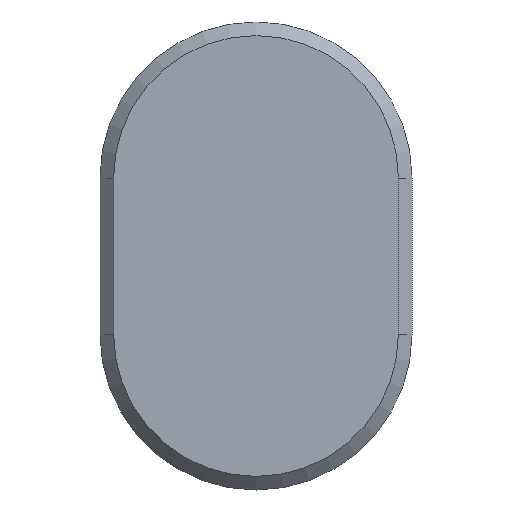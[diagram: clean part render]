
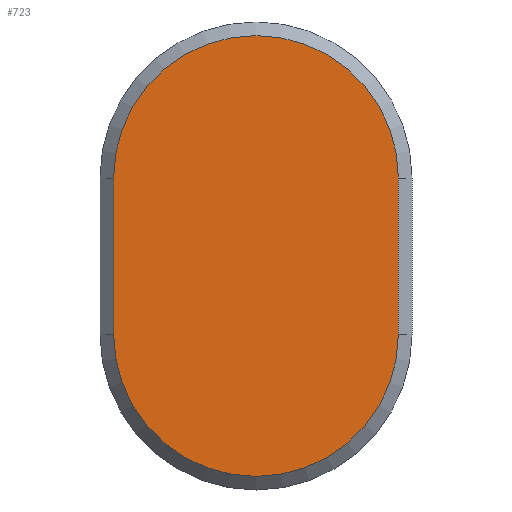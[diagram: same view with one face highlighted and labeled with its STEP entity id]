
A CAD part, front view. The second image highlights one B-rep face of the part: STEP entity #723.
In plain terms, the highlighted planar face has unit normal (0, -1, 0).
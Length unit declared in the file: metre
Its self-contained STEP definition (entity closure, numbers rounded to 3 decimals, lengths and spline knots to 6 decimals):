
#17=PLANE('',#784);
#47=CIRCLE('',#785,0.0105);
#48=CIRCLE('',#786,0.0105);
#93=ORIENTED_EDGE('',*,*,#297,.T.);
#94=ORIENTED_EDGE('',*,*,#298,.T.);
#95=ORIENTED_EDGE('',*,*,#299,.T.);
#96=ORIENTED_EDGE('',*,*,#300,.T.);
#297=EDGE_CURVE('',#399,#400,#47,.F.);
#298=EDGE_CURVE('',#400,#401,#467,.T.);
#299=EDGE_CURVE('',#401,#402,#48,.F.);
#300=EDGE_CURVE('',#402,#399,#468,.T.);
#399=VERTEX_POINT('',#1099);
#400=VERTEX_POINT('',#1100);
#401=VERTEX_POINT('',#1102);
#402=VERTEX_POINT('',#1104);
#467=LINE('',#1101,#545);
#468=LINE('',#1105,#546);
#545=VECTOR('',#881,1.);
#546=VECTOR('',#884,1.);
#619=EDGE_LOOP('',(#93,#94,#95,#96));
#665=FACE_BOUND('',#619,.T.);
#723=ADVANCED_FACE('',(#665),#17,.F.);
#784=AXIS2_PLACEMENT_3D('',#1097,#877,#878);
#785=AXIS2_PLACEMENT_3D('',#1098,#879,#880);
#786=AXIS2_PLACEMENT_3D('',#1103,#882,#883);
#877=DIRECTION('',(0.,1.,0.));
#878=DIRECTION('',(1.,0.,0.));
#879=DIRECTION('',(0.,1.,0.));
#880=DIRECTION('',(1.,0.,0.));
#881=DIRECTION('',(0.,0.,-1.));
#882=DIRECTION('',(0.,1.,0.));
#883=DIRECTION('',(1.,0.,0.));
#884=DIRECTION('',(0.,0.,1.));
#1097=CARTESIAN_POINT('',(0.,0.,-0.00575));
#1098=CARTESIAN_POINT('',(0.,0.,0.));
#1099=CARTESIAN_POINT('',(0.0105,0.,0.));
#1100=CARTESIAN_POINT('',(-0.0105,0.,0.));
#1101=CARTESIAN_POINT('',(-0.0105,0.,-0.00575));
#1102=CARTESIAN_POINT('',(-0.0105,0.,-0.0115));
#1103=CARTESIAN_POINT('',(0.,0.,-0.0115));
#1104=CARTESIAN_POINT('',(0.0105,0.,-0.0115));
#1105=CARTESIAN_POINT('',(0.0105,0.,-0.00575));
